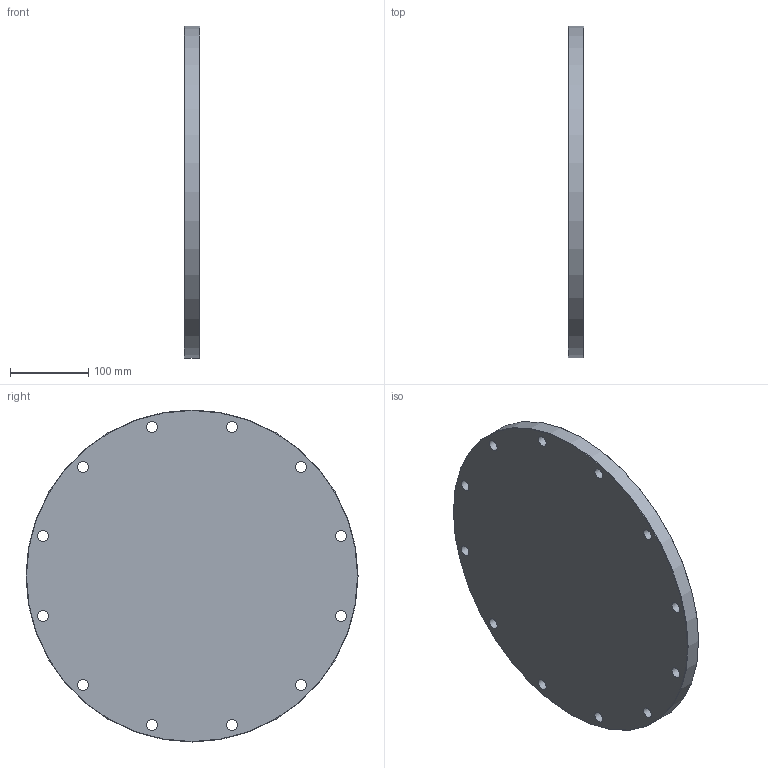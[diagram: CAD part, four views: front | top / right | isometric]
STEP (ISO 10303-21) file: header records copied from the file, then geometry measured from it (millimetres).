
FILE_DESCRIPTION(/* description */ (''),/* implementation_level */ '2;1');
FILE_NAME(/* name */ 'FL-A320LFB.stp',/* time_stamp */ '2018-07-12T14:09:11+01:00',/* author */ ('paul'),/* organization */ (''),/* preprocessor_version */ 'ST-DEVELOPER v17',/* originating_system */ 'Autodesk Inventor 2019',/* authorisation */ '');
FILE_SCHEMA (('AUTOMOTIVE_DESIGN { 1 0 10303 214 3 1 1 }'));
Length unit declared in the file: millimetre
Products named in the file (1): FL-A320LFB
Bounding box: 20 x 425 x 425 mm (x, y, z)
Volume: 2777847.6 mm3; surface area: 325357 mm2
Topology: 1 solids, 1 shells, 21 faces, 55 edges, 38 vertices
Faces by surface type: cylinder 15, plane 4, cone 2
Full cylindrical faces by diameter (mm): 14 x12, 308 x1, 318 x1, 425 x1
Entity records: 766 total; most frequent: DIRECTION 137, CARTESIAN_POINT 115, ORIENTED_EDGE 110, AXIS2_PLACEMENT_3D 60, EDGE_CURVE 55, EDGE_LOOP 47, CIRCLE 38, VERTEX_POINT 38
